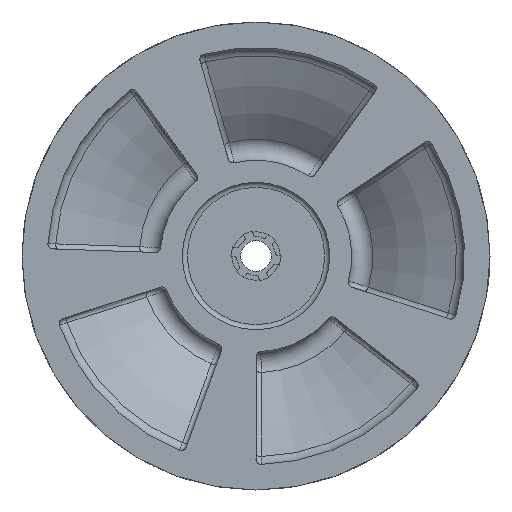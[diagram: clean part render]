
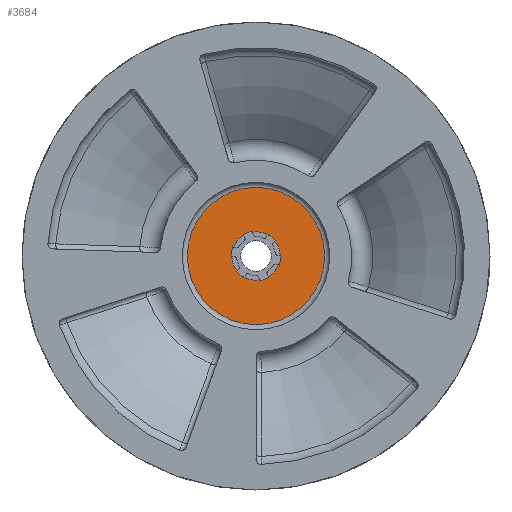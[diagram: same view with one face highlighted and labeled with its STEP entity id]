
A CAD part, front view. The second image highlights one B-rep face of the part: STEP entity #3684.
In plain terms, the highlighted planar face has unit normal (0, -1, 0).
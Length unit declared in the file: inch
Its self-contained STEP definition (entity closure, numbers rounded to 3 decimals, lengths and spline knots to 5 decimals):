
#335=LINE('',#5142,#491);
#336=LINE('',#5146,#492);
#337=LINE('',#5148,#493);
#338=LINE('',#5150,#494);
#339=LINE('',#5154,#495);
#340=LINE('',#5156,#496);
#341=LINE('',#5158,#497);
#342=LINE('',#5162,#498);
#343=LINE('',#5164,#499);
#344=LINE('',#5166,#500);
#345=LINE('',#5170,#501);
#346=LINE('',#5172,#502);
#347=LINE('',#5174,#503);
#348=LINE('',#5178,#504);
#349=LINE('',#5180,#505);
#350=LINE('',#5182,#506);
#351=LINE('',#5186,#507);
#352=LINE('',#5187,#508);
#491=VECTOR('',#4278,0.00935);
#492=VECTOR('',#4281,0.00935);
#493=VECTOR('',#4282,0.0905);
#494=VECTOR('',#4283,0.00935);
#495=VECTOR('',#4286,0.00935);
#496=VECTOR('',#4287,0.0905);
#497=VECTOR('',#4288,0.00935);
#498=VECTOR('',#4291,0.00935);
#499=VECTOR('',#4292,0.0905);
#500=VECTOR('',#4293,0.00935);
#501=VECTOR('',#4296,0.00935);
#502=VECTOR('',#4297,0.0905);
#503=VECTOR('',#4298,0.00935);
#504=VECTOR('',#4301,0.00935);
#505=VECTOR('',#4302,0.0905);
#506=VECTOR('',#4303,0.00935);
#507=VECTOR('',#4306,0.00935);
#508=VECTOR('',#4307,0.0905);
#647=PLANE('',#3915);
#759=FACE_BOUND('',#1001,.T.);
#772=FACE_OUTER_BOUND('',#1000,.T.);
#1000=EDGE_LOOP('',(#2452));
#1001=EDGE_LOOP('',(#2453,#2454,#2455,#2456,#2457,#2458,#2459,#2460,#2461,
#2462,#2463,#2464,#2465,#2466,#2467,#2468,#2469,#2470,#2471,#2472,#2473,
#2474,#2475,#2476));
#1235=CIRCLE('',#3911,0.675);
#1238=CIRCLE('',#3916,0.2375);
#1239=CIRCLE('',#3917,0.2375);
#1240=CIRCLE('',#3918,0.2375);
#1241=CIRCLE('',#3919,0.2375);
#1242=CIRCLE('',#3920,0.2375);
#1243=CIRCLE('',#3921,0.2375);
#1453=VERTEX_POINT('',#5132);
#1456=VERTEX_POINT('',#5140);
#1457=VERTEX_POINT('',#5141);
#1458=VERTEX_POINT('',#5143);
#1459=VERTEX_POINT('',#5145);
#1460=VERTEX_POINT('',#5147);
#1461=VERTEX_POINT('',#5149);
#1462=VERTEX_POINT('',#5151);
#1463=VERTEX_POINT('',#5153);
#1464=VERTEX_POINT('',#5155);
#1465=VERTEX_POINT('',#5157);
#1466=VERTEX_POINT('',#5159);
#1467=VERTEX_POINT('',#5161);
#1468=VERTEX_POINT('',#5163);
#1469=VERTEX_POINT('',#5165);
#1470=VERTEX_POINT('',#5167);
#1471=VERTEX_POINT('',#5169);
#1472=VERTEX_POINT('',#5171);
#1473=VERTEX_POINT('',#5173);
#1474=VERTEX_POINT('',#5175);
#1475=VERTEX_POINT('',#5177);
#1476=VERTEX_POINT('',#5179);
#1477=VERTEX_POINT('',#5181);
#1478=VERTEX_POINT('',#5183);
#1479=VERTEX_POINT('',#5185);
#1844=EDGE_CURVE('',#1453,#1453,#1235,.T.);
#1847=EDGE_CURVE('',#1456,#1457,#335,.T.);
#1848=EDGE_CURVE('',#1457,#1458,#1238,.T.);
#1849=EDGE_CURVE('',#1458,#1459,#336,.T.);
#1850=EDGE_CURVE('',#1459,#1460,#337,.T.);
#1851=EDGE_CURVE('',#1460,#1461,#338,.T.);
#1852=EDGE_CURVE('',#1461,#1462,#1239,.T.);
#1853=EDGE_CURVE('',#1462,#1463,#339,.T.);
#1854=EDGE_CURVE('',#1463,#1464,#340,.T.);
#1855=EDGE_CURVE('',#1464,#1465,#341,.T.);
#1856=EDGE_CURVE('',#1465,#1466,#1240,.T.);
#1857=EDGE_CURVE('',#1466,#1467,#342,.T.);
#1858=EDGE_CURVE('',#1467,#1468,#343,.T.);
#1859=EDGE_CURVE('',#1468,#1469,#344,.T.);
#1860=EDGE_CURVE('',#1469,#1470,#1241,.T.);
#1861=EDGE_CURVE('',#1470,#1471,#345,.T.);
#1862=EDGE_CURVE('',#1471,#1472,#346,.T.);
#1863=EDGE_CURVE('',#1472,#1473,#347,.T.);
#1864=EDGE_CURVE('',#1473,#1474,#1242,.T.);
#1865=EDGE_CURVE('',#1474,#1475,#348,.T.);
#1866=EDGE_CURVE('',#1475,#1476,#349,.T.);
#1867=EDGE_CURVE('',#1476,#1477,#350,.T.);
#1868=EDGE_CURVE('',#1477,#1478,#1243,.T.);
#1869=EDGE_CURVE('',#1478,#1479,#351,.T.);
#1870=EDGE_CURVE('',#1479,#1456,#352,.T.);
#2452=ORIENTED_EDGE('',*,*,#1844,.F.);
#2453=ORIENTED_EDGE('',*,*,#1847,.T.);
#2454=ORIENTED_EDGE('',*,*,#1848,.T.);
#2455=ORIENTED_EDGE('',*,*,#1849,.T.);
#2456=ORIENTED_EDGE('',*,*,#1850,.T.);
#2457=ORIENTED_EDGE('',*,*,#1851,.T.);
#2458=ORIENTED_EDGE('',*,*,#1852,.T.);
#2459=ORIENTED_EDGE('',*,*,#1853,.T.);
#2460=ORIENTED_EDGE('',*,*,#1854,.T.);
#2461=ORIENTED_EDGE('',*,*,#1855,.T.);
#2462=ORIENTED_EDGE('',*,*,#1856,.T.);
#2463=ORIENTED_EDGE('',*,*,#1857,.T.);
#2464=ORIENTED_EDGE('',*,*,#1858,.T.);
#2465=ORIENTED_EDGE('',*,*,#1859,.T.);
#2466=ORIENTED_EDGE('',*,*,#1860,.T.);
#2467=ORIENTED_EDGE('',*,*,#1861,.T.);
#2468=ORIENTED_EDGE('',*,*,#1862,.T.);
#2469=ORIENTED_EDGE('',*,*,#1863,.T.);
#2470=ORIENTED_EDGE('',*,*,#1864,.T.);
#2471=ORIENTED_EDGE('',*,*,#1865,.T.);
#2472=ORIENTED_EDGE('',*,*,#1866,.T.);
#2473=ORIENTED_EDGE('',*,*,#1867,.T.);
#2474=ORIENTED_EDGE('',*,*,#1868,.T.);
#2475=ORIENTED_EDGE('',*,*,#1869,.T.);
#2476=ORIENTED_EDGE('',*,*,#1870,.T.);
#3684=ADVANCED_FACE('',(#772,#759),#647,.F.);
#3911=AXIS2_PLACEMENT_3D('',#5133,#4268,#4269);
#3915=AXIS2_PLACEMENT_3D('',#5139,#4276,#4277);
#3916=AXIS2_PLACEMENT_3D('',#5144,#4279,#4280);
#3917=AXIS2_PLACEMENT_3D('',#5152,#4284,#4285);
#3918=AXIS2_PLACEMENT_3D('',#5160,#4289,#4290);
#3919=AXIS2_PLACEMENT_3D('',#5168,#4294,#4295);
#3920=AXIS2_PLACEMENT_3D('',#5176,#4299,#4300);
#3921=AXIS2_PLACEMENT_3D('',#5184,#4304,#4305);
#4268=DIRECTION('center_axis',(0.,1.,0.));
#4269=DIRECTION('ref_axis',(-1.,0.,0.));
#4276=DIRECTION('center_axis',(0.,1.,0.));
#4277=DIRECTION('ref_axis',(0.,0.,1.));
#4278=DIRECTION('',(0.654,0.,0.756));
#4279=DIRECTION('center_axis',(0.,1.,0.));
#4280=DIRECTION('ref_axis',(-1.,0.,0.));
#4281=DIRECTION('',(-0.982,0.,0.188));
#4282=DIRECTION('',(0.188,0.,0.982));
#4283=DIRECTION('',(0.982,0.,-0.188));
#4284=DIRECTION('center_axis',(0.,1.,0.));
#4285=DIRECTION('ref_axis',(-1.,0.,0.));
#4286=DIRECTION('',(-0.328,0.,0.945));
#4287=DIRECTION('',(0.945,0.,0.328));
#4288=DIRECTION('',(0.328,0.,-0.945));
#4289=DIRECTION('center_axis',(0.,1.,0.));
#4290=DIRECTION('ref_axis',(-1.,0.,0.));
#4291=DIRECTION('',(0.654,0.,0.756));
#4292=DIRECTION('',(0.756,0.,-0.654));
#4293=DIRECTION('',(-0.654,0.,-0.756));
#4294=DIRECTION('center_axis',(0.,1.,0.));
#4295=DIRECTION('ref_axis',(-1.,0.,0.));
#4296=DIRECTION('',(0.982,0.,-0.188));
#4297=DIRECTION('',(-0.188,0.,-0.982));
#4298=DIRECTION('',(-0.982,0.,0.188));
#4299=DIRECTION('center_axis',(0.,1.,0.));
#4300=DIRECTION('ref_axis',(-1.,0.,0.));
#4301=DIRECTION('',(0.328,0.,-0.945));
#4302=DIRECTION('',(-0.945,0.,-0.328));
#4303=DIRECTION('',(-0.328,0.,0.945));
#4304=DIRECTION('center_axis',(0.,1.,0.));
#4305=DIRECTION('ref_axis',(-1.,0.,0.));
#4306=DIRECTION('',(-0.654,0.,-0.756));
#4307=DIRECTION('',(-0.756,0.,0.654));
#5132=CARTESIAN_POINT('',(0.675,1.,0.));
#5133=CARTESIAN_POINT('Origin',(0.,1.,0.));
#5139=CARTESIAN_POINT('Origin',(0.,1.,0.));
#5140=CARTESIAN_POINT('',(-0.19284,1.,-0.15384));
#5141=CARTESIAN_POINT('',(-0.18673,1.,-0.14676));
#5142=CARTESIAN_POINT('',(-0.09917,1.,-0.0455));
#5143=CARTESIAN_POINT('',(-0.2375,1.,-0.00055));
#5144=CARTESIAN_POINT('Origin',(0.,1.,0.));
#5145=CARTESIAN_POINT('',(-0.24668,1.,0.00121));
#5146=CARTESIAN_POINT('',(-0.1276,1.,-0.02162));
#5147=CARTESIAN_POINT('',(-0.22965,1.,0.09009));
#5148=CARTESIAN_POINT('',(-0.23391,1.,0.06787));
#5149=CARTESIAN_POINT('',(-0.22046,1.,0.08833));
#5150=CARTESIAN_POINT('',(-0.08899,1.,0.06313));
#5151=CARTESIAN_POINT('',(-0.11923,1.,0.2054));
#5152=CARTESIAN_POINT('Origin',(0.,1.,0.));
#5153=CARTESIAN_POINT('',(-0.1223,1.,0.21424));
#5154=CARTESIAN_POINT('',(-0.08252,1.,0.0997));
#5155=CARTESIAN_POINT('',(-0.0368,1.,0.24392));
#5156=CARTESIAN_POINT('',(-0.05818,1.,0.2365));
#5157=CARTESIAN_POINT('',(-0.03374,1.,0.23509));
#5158=CARTESIAN_POINT('',(0.01018,1.,0.10863));
#5159=CARTESIAN_POINT('',(0.11827,1.,0.20596));
#5160=CARTESIAN_POINT('Origin',(0.,1.,0.));
#5161=CARTESIAN_POINT('',(0.12439,1.,0.21303));
#5162=CARTESIAN_POINT('',(0.04508,1.,0.12131));
#5163=CARTESIAN_POINT('',(0.19284,1.,0.15384));
#5164=CARTESIAN_POINT('',(0.17573,1.,0.16863));
#5165=CARTESIAN_POINT('',(0.18673,1.,0.14676));
#5166=CARTESIAN_POINT('',(0.09917,1.,0.0455));
#5167=CARTESIAN_POINT('',(0.2375,1.,0.00055));
#5168=CARTESIAN_POINT('Origin',(0.,1.,0.));
#5169=CARTESIAN_POINT('',(0.24668,1.,-0.00121));
#5170=CARTESIAN_POINT('',(0.1276,1.,0.02162));
#5171=CARTESIAN_POINT('',(0.22965,1.,-0.09009));
#5172=CARTESIAN_POINT('',(0.23391,1.,-0.06787));
#5173=CARTESIAN_POINT('',(0.22046,1.,-0.08833));
#5174=CARTESIAN_POINT('',(0.08899,1.,-0.06313));
#5175=CARTESIAN_POINT('',(0.11923,1.,-0.2054));
#5176=CARTESIAN_POINT('Origin',(0.,1.,0.));
#5177=CARTESIAN_POINT('',(0.1223,1.,-0.21424));
#5178=CARTESIAN_POINT('',(0.08252,1.,-0.0997));
#5179=CARTESIAN_POINT('',(0.0368,1.,-0.24392));
#5180=CARTESIAN_POINT('',(0.05818,1.,-0.2365));
#5181=CARTESIAN_POINT('',(0.03374,1.,-0.23509));
#5182=CARTESIAN_POINT('',(-0.01018,1.,-0.10863));
#5183=CARTESIAN_POINT('',(-0.11827,1.,-0.20596));
#5184=CARTESIAN_POINT('Origin',(0.,1.,0.));
#5185=CARTESIAN_POINT('',(-0.12439,1.,-0.21303));
#5186=CARTESIAN_POINT('',(-0.04508,1.,-0.12131));
#5187=CARTESIAN_POINT('',(-0.17573,1.,-0.16863));
